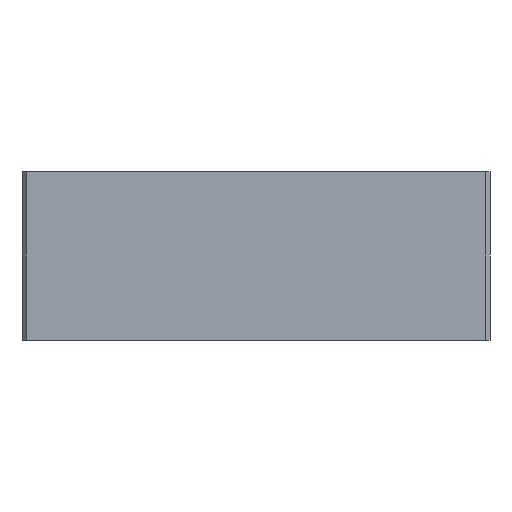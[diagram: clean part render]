
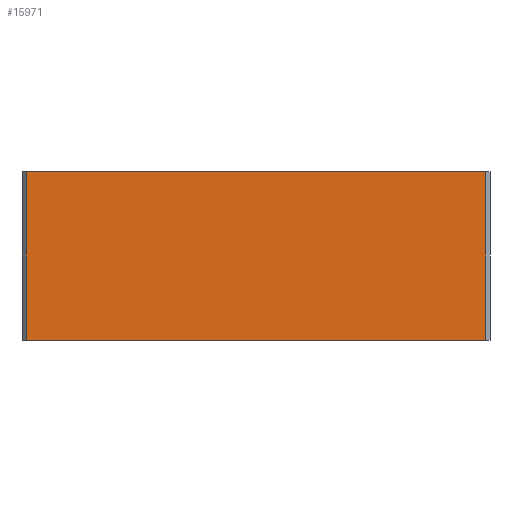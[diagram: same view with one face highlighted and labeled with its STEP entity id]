
A CAD part, front view. The second image highlights one B-rep face of the part: STEP entity #15971.
In plain terms, the highlighted planar face has unit normal (0, -1, 0).
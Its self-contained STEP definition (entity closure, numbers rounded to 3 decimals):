
#2583=FACE_OUTER_BOUND('',#3565,.T.);
#3565=EDGE_LOOP('',(#14208,#14209,#14210,#14211));
#3773=LINE('',#21585,#4979);
#4220=LINE('',#26010,#5426);
#4223=LINE('',#26016,#5429);
#4682=LINE('',#32225,#5888);
#4979=VECTOR('',#17647,10.);
#5426=VECTOR('',#18356,10.);
#5429=VECTOR('',#18361,10.);
#5888=VECTOR('',#20858,10.);
#6180=VERTEX_POINT('',#21582);
#6181=VERTEX_POINT('',#21584);
#6708=VERTEX_POINT('',#26008);
#6709=VERTEX_POINT('',#26012);
#7726=EDGE_CURVE('',#6180,#6181,#3773,.T.);
#8522=EDGE_CURVE('',#6708,#6180,#4220,.T.);
#8525=EDGE_CURVE('',#6181,#6709,#4223,.T.);
#9760=EDGE_CURVE('',#6709,#6708,#4682,.T.);
#14208=ORIENTED_EDGE('',*,*,#8522,.F.);
#14209=ORIENTED_EDGE('',*,*,#9760,.F.);
#14210=ORIENTED_EDGE('',*,*,#8525,.F.);
#14211=ORIENTED_EDGE('',*,*,#7726,.F.);
#15083=PLANE('',#17309);
#15971=ADVANCED_FACE('',(#2583),#15083,.T.);
#17309=AXIS2_PLACEMENT_3D('',#32224,#20856,#20857);
#17647=DIRECTION('',(-1.,0.,0.));
#18356=DIRECTION('',(0.,0.,-1.));
#18361=DIRECTION('',(0.,0.,1.));
#20856=DIRECTION('center_axis',(0.,-1.,0.));
#20857=DIRECTION('ref_axis',(1.,0.,0.));
#20858=DIRECTION('',(1.,0.,0.));
#21582=CARTESIAN_POINT('',(170.5,0.,-60.));
#21584=CARTESIAN_POINT('',(1.5,0.,-60.));
#21585=CARTESIAN_POINT('',(0.,0.,-60.));
#26008=CARTESIAN_POINT('',(170.5,0.,2.));
#26010=CARTESIAN_POINT('',(170.5,0.,0.));
#26012=CARTESIAN_POINT('',(1.5,0.,2.));
#26016=CARTESIAN_POINT('',(1.5,0.,0.));
#32224=CARTESIAN_POINT('Origin',(0.,0.,0.));
#32225=CARTESIAN_POINT('',(0.,0.,2.));
